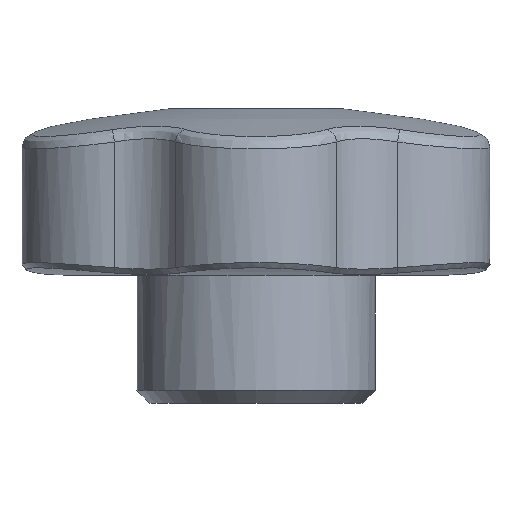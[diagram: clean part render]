
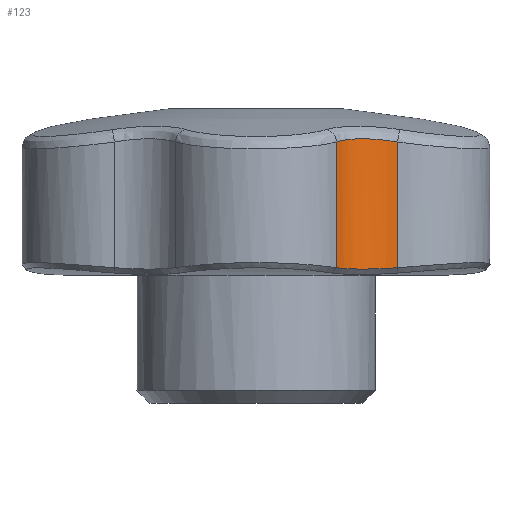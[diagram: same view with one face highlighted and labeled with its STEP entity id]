
A CAD part, front view. The second image highlights one B-rep face of the part: STEP entity #123.
In plain terms, the highlighted cylindrical face has radius 8.5 mm (diameter 17 mm), a partial arc.
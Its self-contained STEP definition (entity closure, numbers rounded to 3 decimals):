
#123 = ADVANCED_FACE( '', ( #297 ), #298, .F. );
#297 = FACE_OUTER_BOUND( '', #1574, .T. );
#298 = CYLINDRICAL_SURFACE( '', #1575, 8.5 );
#1574 = EDGE_LOOP( '', ( #3595, #3596, #3597, #3598 ) );
#1575 = AXIS2_PLACEMENT_3D( '', #3599, #3600, #3601 );
#3595 = ORIENTED_EDGE( '', *, *, #4103, .T. );
#3596 = ORIENTED_EDGE( '', *, *, #4104, .T. );
#3597 = ORIENTED_EDGE( '', *, *, #4071, .F. );
#3598 = ORIENTED_EDGE( '', *, *, #4105, .T. );
#3599 = CARTESIAN_POINT( '', ( 16.742, -28.998, 36.7 ) );
#3600 = DIRECTION( '', ( 0., 0., 1. ) );
#3601 = DIRECTION( '', ( -1., 0., 0. ) );
#4071 = EDGE_CURVE( '', #4339, #4321, #4340, .T. );
#4103 = EDGE_CURVE( '', #4390, #4383, #4391, .T. );
#4104 = EDGE_CURVE( '', #4383, #4321, #4392, .T. );
#4105 = EDGE_CURVE( '', #4339, #4390, #4393, .T. );
#4321 = VERTEX_POINT( '', #5049 );
#4339 = VERTEX_POINT( '', #5161 );
#4340 = LINE( '', #5162, #5163 );
#4383 = VERTEX_POINT( '', #5971 );
#4390 = VERTEX_POINT( '', #5999 );
#4391 = LINE( '', #6000, #6001 );
#4392 = B_SPLINE_CURVE_WITH_KNOTS( '', 3, ( #6002, #6003, #6004, #6005, #6006, #6007, #6008, #6009, #6010, #6011, #6012, #6013, #6014, #6015, #6016, #6017, #6018, #6019, #6020, #6021, #6022, #6023, #6024, #6025, #6026, #6027, #6028, #6029, #6030, #6031, #6032, #6033, #6034, #6035 ), .UNSPECIFIED., .F., .F., ( 4, 1, 1, 1, 1, 1, 1, 1, 1, 1, 1, 1, 1, 1, 1, 1, 1, 1, 1, 1, 1, 1, 1, 1, 1, 1, 1, 1, 1, 1, 1, 4 ), ( 0., 0.032, 0.065, 0.097, 0.129, 0.161, 0.194, 0.226, 0.258, 0.29, 0.323, 0.355, 0.387, 0.419, 0.452, 0.484, 0.516, 0.548, 0.581, 0.613, 0.645, 0.677, 0.709, 0.742, 0.774, 0.806, 0.839, 0.871, 0.903, 0.935, 0.968, 1. ), .UNSPECIFIED. );
#4393 = B_SPLINE_CURVE_WITH_KNOTS( '', 3, ( #6036, #6037, #6038, #6039, #6040, #6041, #6042, #6043, #6044, #6045, #6046, #6047, #6048, #6049, #6050, #6051, #6052, #6053, #6054, #6055, #6056, #6057, #6058, #6059, #6060, #6061, #6062, #6063, #6064, #6065, #6066, #6067, #6068, #6069, #6070, #6071 ), .UNSPECIFIED., .F., .F., ( 4, 1, 1, 1, 1, 2, 2, 1, 1, 2, 1, 1, 1, 2, 2, 1, 1, 2, 1, 1, 1, 2, 2, 1, 1, 4 ), ( 0., 0.001, 0.001, 0.002, 0.002, 0.003, 0.003, 0.003, 0.003, 0.003, 0.004, 0.004, 0.005, 0.005, 0.005, 0.006, 0.006, 0.006, 0.006, 0.007, 0.008, 0.008, 0.008, 0.008, 0.008, 0.009 ), .UNSPECIFIED. );
#5049 = CARTESIAN_POINT( '', ( 16.617, -20.499, 15.902 ) );
#5161 = CARTESIAN_POINT( '', ( 16.617, -20.499, 30.648 ) );
#5162 = CARTESIAN_POINT( '', ( 16.617, -20.499, 36.7 ) );
#5163 = VECTOR( '', #7316, 1000. );
#5971 = CARTESIAN_POINT( '', ( 9.444, -24.64, 15.902 ) );
#5999 = CARTESIAN_POINT( '', ( 9.444, -24.64, 30.648 ) );
#6000 = CARTESIAN_POINT( '', ( 9.444, -24.64, 36.7 ) );
#6001 = VECTOR( '', #7336, 1000. );
#6002 = CARTESIAN_POINT( '', ( 9.444, -24.64, 15.902 ) );
#6003 = CARTESIAN_POINT( '', ( 9.493, -24.56, 15.896 ) );
#6004 = CARTESIAN_POINT( '', ( 9.589, -24.402, 15.882 ) );
#6005 = CARTESIAN_POINT( '', ( 9.745, -24.17, 15.864 ) );
#6006 = CARTESIAN_POINT( '', ( 9.907, -23.943, 15.846 ) );
#6007 = CARTESIAN_POINT( '', ( 10.076, -23.721, 15.831 ) );
#6008 = CARTESIAN_POINT( '', ( 10.253, -23.505, 15.816 ) );
#6009 = CARTESIAN_POINT( '', ( 10.437, -23.295, 15.803 ) );
#6010 = CARTESIAN_POINT( '', ( 10.627, -23.091, 15.791 ) );
#6011 = CARTESIAN_POINT( '', ( 10.825, -22.894, 15.78 ) );
#6012 = CARTESIAN_POINT( '', ( 11.028, -22.703, 15.771 ) );
#6013 = CARTESIAN_POINT( '', ( 11.238, -22.519, 15.763 ) );
#6014 = CARTESIAN_POINT( '', ( 11.453, -22.341, 15.756 ) );
#6015 = CARTESIAN_POINT( '', ( 11.675, -22.171, 15.751 ) );
#6016 = CARTESIAN_POINT( '', ( 11.902, -22.009, 15.747 ) );
#6017 = CARTESIAN_POINT( '', ( 12.134, -21.854, 15.744 ) );
#6018 = CARTESIAN_POINT( '', ( 12.371, -21.706, 15.743 ) );
#6019 = CARTESIAN_POINT( '', ( 12.612, -21.567, 15.743 ) );
#6020 = CARTESIAN_POINT( '', ( 12.858, -21.435, 15.744 ) );
#6021 = CARTESIAN_POINT( '', ( 13.109, -21.312, 15.747 ) );
#6022 = CARTESIAN_POINT( '', ( 13.363, -21.197, 15.751 ) );
#6023 = CARTESIAN_POINT( '', ( 13.621, -21.09, 15.756 ) );
#6024 = CARTESIAN_POINT( '', ( 13.882, -20.992, 15.763 ) );
#6025 = CARTESIAN_POINT( '', ( 14.146, -20.902, 15.771 ) );
#6026 = CARTESIAN_POINT( '', ( 14.414, -20.821, 15.78 ) );
#6027 = CARTESIAN_POINT( '', ( 14.683, -20.749, 15.791 ) );
#6028 = CARTESIAN_POINT( '', ( 14.955, -20.686, 15.803 ) );
#6029 = CARTESIAN_POINT( '', ( 15.229, -20.632, 15.816 ) );
#6030 = CARTESIAN_POINT( '', ( 15.504, -20.587, 15.831 ) );
#6031 = CARTESIAN_POINT( '', ( 15.781, -20.551, 15.846 ) );
#6032 = CARTESIAN_POINT( '', ( 16.059, -20.524, 15.864 ) );
#6033 = CARTESIAN_POINT( '', ( 16.338, -20.506, 15.882 ) );
#6034 = CARTESIAN_POINT( '', ( 16.524, -20.501, 15.896 ) );
#6035 = CARTESIAN_POINT( '', ( 16.617, -20.499, 15.902 ) );
#6036 = CARTESIAN_POINT( '', ( 16.617, -20.499, 30.648 ) );
#6037 = CARTESIAN_POINT( '', ( 16.437, -20.501, 30.68 ) );
#6038 = CARTESIAN_POINT( '', ( 16.078, -20.518, 30.739 ) );
#6039 = CARTESIAN_POINT( '', ( 15.545, -20.577, 30.816 ) );
#6040 = CARTESIAN_POINT( '', ( 15.016, -20.669, 30.882 ) );
#6041 = CARTESIAN_POINT( '', ( 14.492, -20.795, 30.936 ) );
#6042 = CARTESIAN_POINT( '', ( 14.146, -20.902, 30.965 ) );
#6043 = CARTESIAN_POINT( '', ( 13.952, -20.969, 30.979 ) );
#6044 = CARTESIAN_POINT( '', ( 13.93, -20.976, 30.98 ) );
#6045 = CARTESIAN_POINT( '', ( 13.888, -20.991, 30.983 ) );
#6046 = CARTESIAN_POINT( '', ( 13.823, -21.014, 30.988 ) );
#6047 = CARTESIAN_POINT( '', ( 13.674, -21.07, 30.997 ) );
#6048 = CARTESIAN_POINT( '', ( 13.548, -21.12, 31.004 ) );
#6049 = CARTESIAN_POINT( '', ( 13.297, -21.225, 31.016 ) );
#6050 = CARTESIAN_POINT( '', ( 12.969, -21.375, 31.029 ) );
#6051 = CARTESIAN_POINT( '', ( 12.492, -21.63, 31.035 ) );
#6052 = CARTESIAN_POINT( '', ( 12.032, -21.915, 31.029 ) );
#6053 = CARTESIAN_POINT( '', ( 11.736, -22.126, 31.017 ) );
#6054 = CARTESIAN_POINT( '', ( 11.573, -22.25, 31.007 ) );
#6055 = CARTESIAN_POINT( '', ( 11.555, -22.264, 31.006 ) );
#6056 = CARTESIAN_POINT( '', ( 11.519, -22.292, 31.004 ) );
#6057 = CARTESIAN_POINT( '', ( 11.465, -22.334, 31.001 ) );
#6058 = CARTESIAN_POINT( '', ( 11.341, -22.433, 30.992 ) );
#6059 = CARTESIAN_POINT( '', ( 11.237, -22.521, 30.984 ) );
#6060 = CARTESIAN_POINT( '', ( 11.032, -22.699, 30.965 ) );
#6061 = CARTESIAN_POINT( '', ( 10.767, -22.944, 30.937 ) );
#6062 = CARTESIAN_POINT( '', ( 10.397, -23.334, 30.882 ) );
#6063 = CARTESIAN_POINT( '', ( 10.051, -23.746, 30.817 ) );
#6064 = CARTESIAN_POINT( '', ( 9.838, -24.036, 30.765 ) );
#6065 = CARTESIAN_POINT( '', ( 9.723, -24.203, 30.734 ) );
#6066 = CARTESIAN_POINT( '', ( 9.711, -24.222, 30.73 ) );
#6067 = CARTESIAN_POINT( '', ( 9.685, -24.259, 30.723 ) );
#6068 = CARTESIAN_POINT( '', ( 9.648, -24.316, 30.712 ) );
#6069 = CARTESIAN_POINT( '', ( 9.561, -24.448, 30.687 ) );
#6070 = CARTESIAN_POINT( '', ( 9.49, -24.563, 30.664 ) );
#6071 = CARTESIAN_POINT( '', ( 9.444, -24.64, 30.648 ) );
#7316 = DIRECTION( '', ( 0., 0., -1. ) );
#7336 = DIRECTION( '', ( 0., 0., -1. ) );
